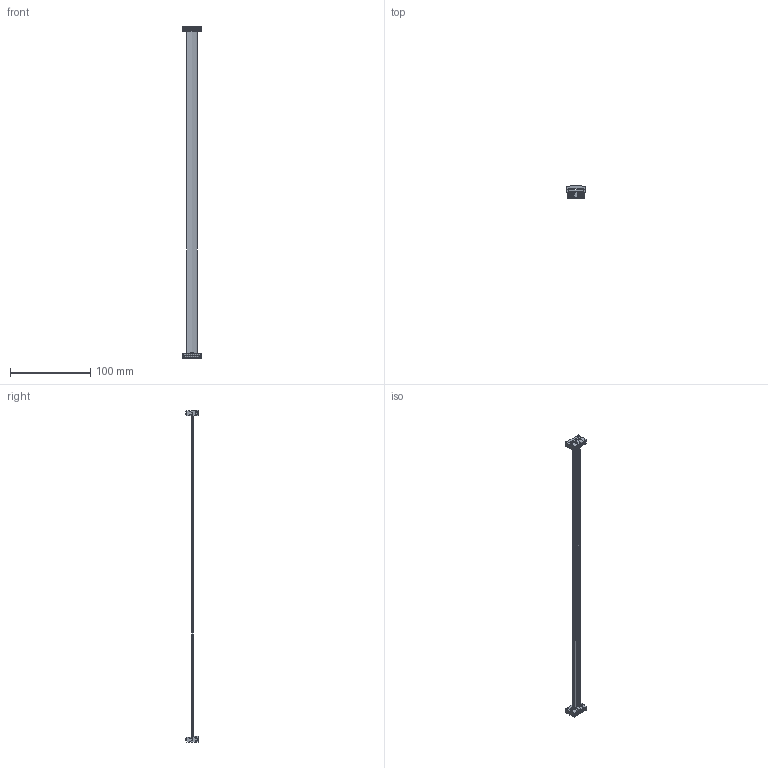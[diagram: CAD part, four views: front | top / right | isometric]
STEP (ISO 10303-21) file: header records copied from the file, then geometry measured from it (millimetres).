
FILE_DESCRIPTION (( 'STEP AP214' ), '1' );
FILE_NAME ('2007-E.STEP', '2015-11-09T12:14:20', ( '' ), ( '' ), 'SwSTEP 2.0', 'SolidWorks 2015', '' );
FILE_SCHEMA (( 'AUTOMOTIVE_DESIGN' ));
Length unit declared in the file: millimetre
Products named in the file (6): 2.54mm IDC Socket - Amphenol T812; Amphenol IDC Socket Housing; 2007cables; Amphenol IDC Socket Crimp; Amphenol IDC Socket Strain Relief; 2007-E
Assembly tree (6 placements, depth 3):
  2007-E
    2007cables
    2.54mm IDC Socket - Amphenol T812  x2
      Amphenol IDC Socket Strain Relief
      Amphenol IDC Socket Crimp
      Amphenol IDC Socket Housing
Bounding box: 22.4 x 15.66 x 413 mm (x, y, z)
Volume: 9185.4 mm3; surface area: 16861.3 mm2
Topology: 7 solids, 7 shells, 557 faces, 1535 edges, 978 vertices
Faces by surface type: plane 474, cylinder 83
Entity records: 10452 total; most frequent: CARTESIAN_POINT 1691, ORIENTED_EDGE 1592, DIRECTION 1408, EDGE_CURVE 796, VECTOR 606, LINE 606, VERTEX_POINT 508, AXIS2_PLACEMENT_3D 401
